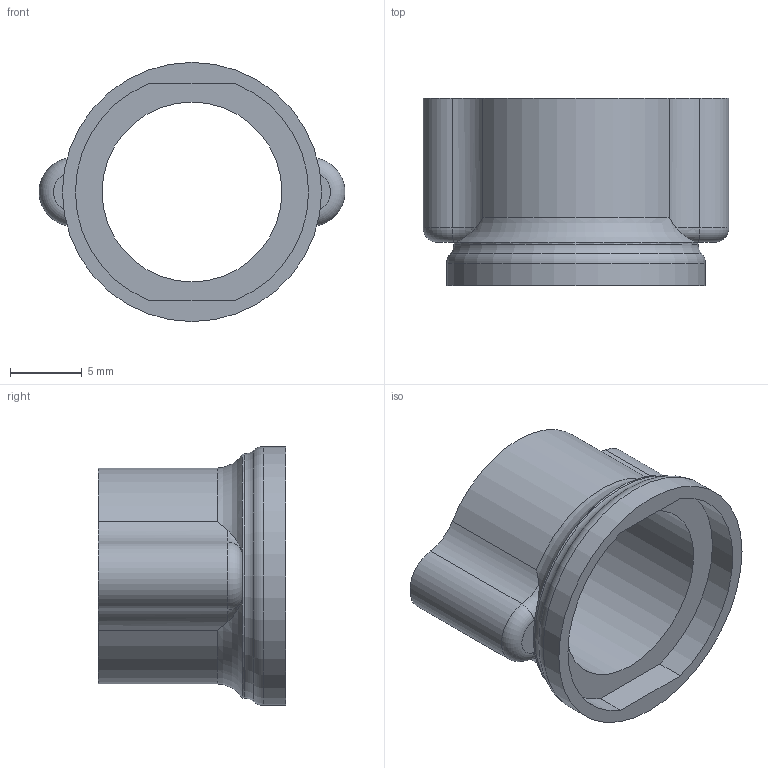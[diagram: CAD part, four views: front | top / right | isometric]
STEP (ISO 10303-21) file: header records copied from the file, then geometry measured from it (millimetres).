
FILE_DESCRIPTION(/* description */ (''),/* implementation_level */ '2;1');
FILE_NAME(/* name */ 'lens_mount.step',/* time_stamp */ '2019-01-17T21:07:45-08:00',/* author */ (''),/* organization */ (''),/* preprocessor_version */ 'ST-DEVELOPER v17.2',/* originating_system */ 'Autodesk Translation Framework v7.6.0.251',/* authorisation */ '');
FILE_SCHEMA (('AUTOMOTIVE_DESIGN { 1 0 10303 214 3 1 1 }'));
Length unit declared in the file: millimetre
Products named in the file (1): lens_mount
Bounding box: 21.23 x 13 x 18 mm (x, y, z)
Volume: 954.4 mm3; surface area: 1649.3 mm2
Topology: 1 solids, 1 shells, 34 faces, 82 edges, 53 vertices
Faces by surface type: cylinder 15, torus 10, plane 9
Full cylindrical faces by diameter (mm): 2.6 x2, 12.5 x1, 17 x1, 18 x1
Entity records: 1147 total; most frequent: CARTESIAN_POINT 270, DIRECTION 197, ORIENTED_EDGE 164, AXIS2_PLACEMENT_3D 88, EDGE_CURVE 82, CIRCLE 53, VERTEX_POINT 53, EDGE_LOOP 39
